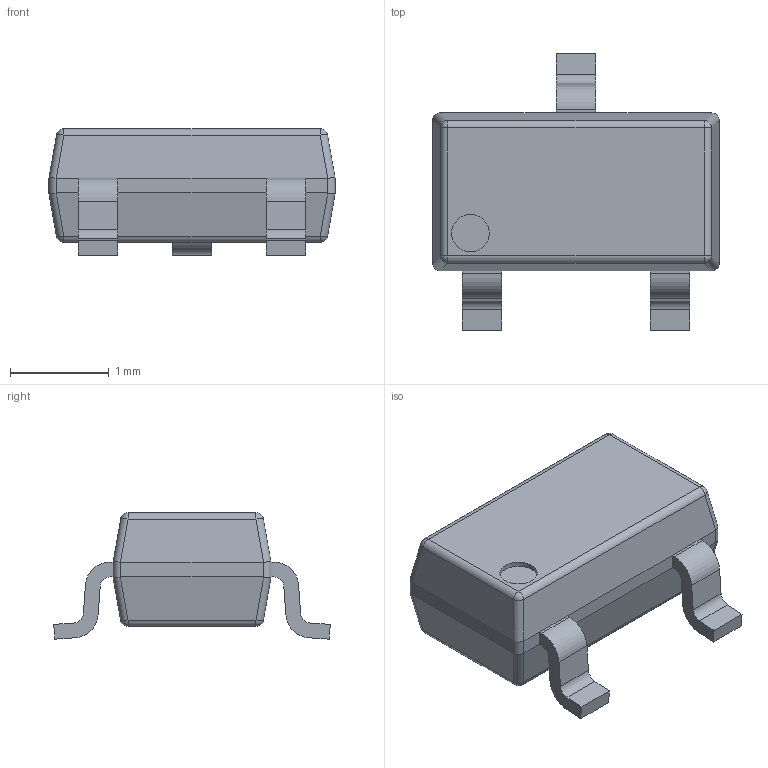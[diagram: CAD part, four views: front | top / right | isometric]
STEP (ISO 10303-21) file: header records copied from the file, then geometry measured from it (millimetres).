
FILE_DESCRIPTION (( 'STEP AP214' ), '1' );
FILE_NAME ('SOT23.STEP', '2009-07-20T10:28:02', ( 'work2' ), ( 'yale-tech' ), 'SwSTEP 2.0', 'SolidWorks 2007', '' );
FILE_SCHEMA (( 'AUTOMOTIVE_DESIGN' ));
Length unit declared in the file: millimetre
Products named in the file (1): SOT23
Bounding box: 2.9 x 2.8 x 1.28 mm (x, y, z)
Volume: 5.1 mm3; surface area: 20.9 mm2
Topology: 1 solids, 1 shells, 87 faces, 216 edges, 132 vertices
Faces by surface type: plane 45, cylinder 34, sphere 8
Entity records: 3514 total; most frequent: CARTESIAN_POINT 508, ORIENTED_EDGE 432, DIRECTION 420, EDGE_CURVE 216, LINE 140, VECTOR 140, AXIS2_PLACEMENT_3D 140, VERTEX_POINT 132
